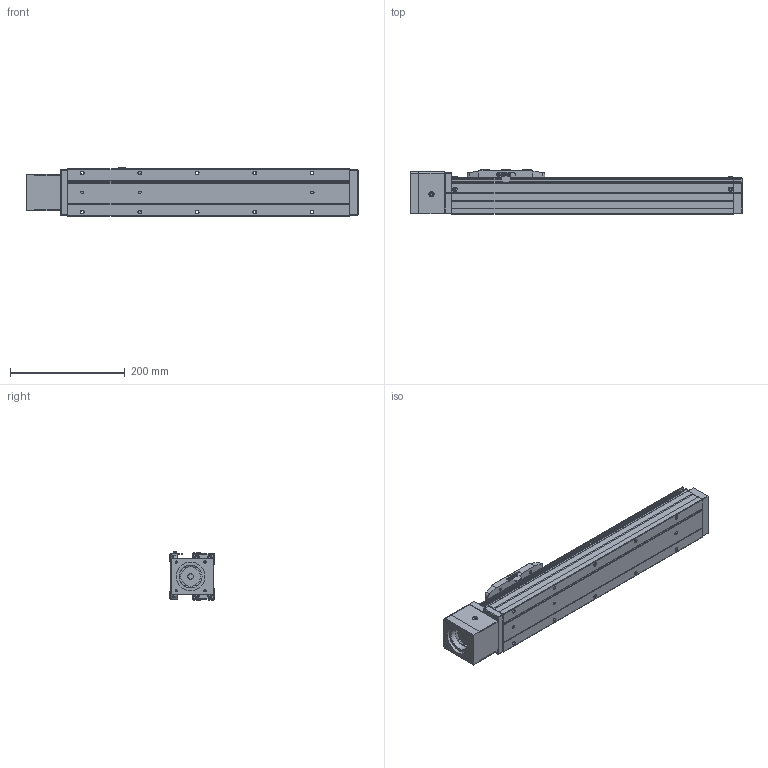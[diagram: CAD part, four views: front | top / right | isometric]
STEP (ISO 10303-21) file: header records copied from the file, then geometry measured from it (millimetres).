
FILE_DESCRIPTION(/* description */ ('STEP AP214'),/* implementation_level */ '2;1');
FILE_NAME(/* name */ 'EBS-08LE-100300NNN-ACNN-N-FP1(0)',/* time_stamp */ '2025-06-06T04:14:09+02:00',/* author */ ('License CC BY-ND 4.0'),/* organization */ ('CADENAS'),/* preprocessor_version */ 'ST-DEVELOPER v19.3',/* originating_system */ 'PARTsolutions',/* authorisation */ ' ');
FILE_SCHEMA (('PROCESS_PLANNING_SCHEMA','AUTOMOTIVE_DESIGN {1 0 10303 214 3 1 1}'));
Length unit declared in the file: millimetre
Products named in the file (9): EBS-08LE-100300NNN-ACNN-N-FP1(0); EBS-08-300-BC_body; EBS-08-300-BC_body2; EBS-08-BC-1_body_4 BC; EBS-08-BCA20_body_6; EBS-08-BCA20_body_5; EBS-08-300-BC(1)_slider; EBS-08_slider_2; EBS-08_body_3
Assembly tree (8 placements, depth 2):
  EBS-08LE-100300NNN-ACNN-N-FP1(0)
    EBS-08-300-BC_body
    EBS-08-300-BC_body2
    EBS-08-BC-1_body_4 BC
    EBS-08-BCA20_body_6
    EBS-08-BCA20_body_5
    EBS-08-300-BC(1)_slider
    EBS-08_slider_2
    EBS-08_body_3
Bounding box: 578 x 78 x 83.7 mm (x, y, z)
Volume: 2608111 mm3; surface area: 329980.3 mm2
Topology: 8 solids, 8 shells, 731 faces, 1786 edges, 1161 vertices
Faces by surface type: plane 518, cylinder 173, cone 28, torus 10, sphere 2
Full cylindrical faces by diameter (mm): 2.459 x2, 3 x2, 3.242 x4, 3.6 x10, 4 x4, 4.917 x4, 5 x4, 5.4 x10, 5.5 x4, 7 x8, 8 x18, 9 x2, 10 x2, 25 x1, 34 x1, 40 x1, 50 x1
Entity records: 20890 total; most frequent: CARTESIAN_POINT 3559, DIRECTION 3517, ORIENTED_EDGE 3310, EDGE_CURVE 1655, LINE 1265, VECTOR 1265, VERTEX_POINT 1148, AXIS2_PLACEMENT_3D 1126
